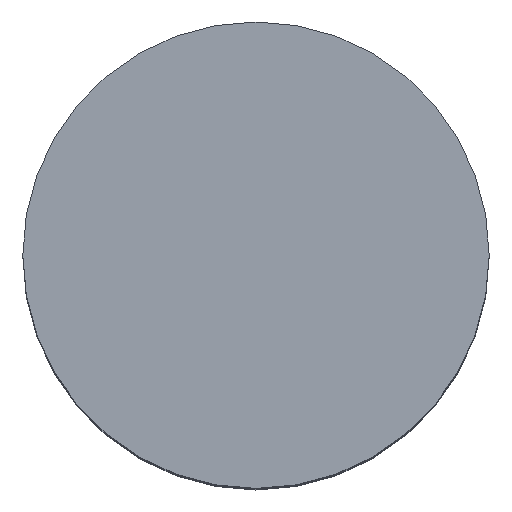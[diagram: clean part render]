
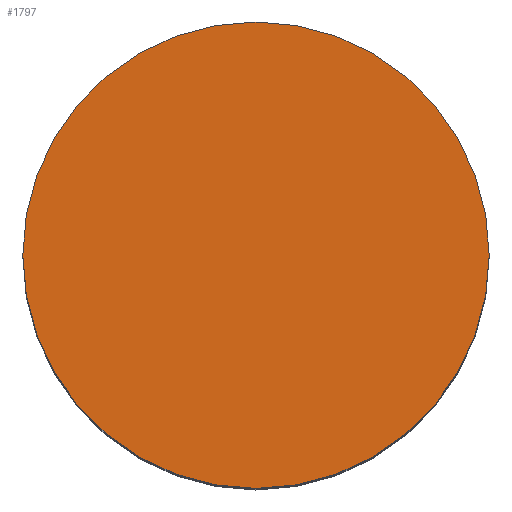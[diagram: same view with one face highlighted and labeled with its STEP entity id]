
A CAD part, top view. The second image highlights one B-rep face of the part: STEP entity #1797.
In plain terms, the highlighted planar face has unit normal (0, 0, 1).
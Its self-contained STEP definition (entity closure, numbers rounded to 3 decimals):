
#34 = VERTEX_POINT ( 'NONE', #396 ) ;
#83 = DIRECTION ( 'NONE',  ( 0., 0., 1. ) ) ;
#183 = DIRECTION ( 'NONE',  ( 1., 0., 0. ) ) ;
#396 = CARTESIAN_POINT ( 'NONE',  ( 28., 0., 105. ) ) ;
#430 = EDGE_CURVE ( 'NONE', #931, #34, #2209, .T. ) ;
#504 = ORIENTED_EDGE ( 'NONE', *, *, #1511, .T. ) ;
#608 = DIRECTION ( 'NONE',  ( 1., 0., 0. ) ) ;
#621 = EDGE_LOOP ( 'NONE', ( #998, #504 ) ) ;
#717 = CIRCLE ( 'NONE', #1720, 28. ) ;
#931 = VERTEX_POINT ( 'NONE', #1531 ) ;
#998 = ORIENTED_EDGE ( 'NONE', *, *, #430, .T. ) ;
#1353 = DIRECTION ( 'NONE',  ( 0., 0., 1. ) ) ;
#1511 = EDGE_CURVE ( 'NONE', #34, #931, #717, .T. ) ;
#1531 = CARTESIAN_POINT ( 'NONE',  ( -28., 0., 105. ) ) ;
#1720 = AXIS2_PLACEMENT_3D ( 'NONE', #2452, #83, #3252 ) ;
#1797 = ADVANCED_FACE ( 'NONE', ( #3021 ), #2549, .T. ) ;
#1999 = DIRECTION ( 'NONE',  ( 0., 0., 1. ) ) ;
#2140 = AXIS2_PLACEMENT_3D ( 'NONE', #2241, #1999, #183 ) ;
#2209 = CIRCLE ( 'NONE', #2375, 28. ) ;
#2241 = CARTESIAN_POINT ( 'NONE',  ( 0., 0., 105. ) ) ;
#2375 = AXIS2_PLACEMENT_3D ( 'NONE', #2931, #1353, #608 ) ;
#2452 = CARTESIAN_POINT ( 'NONE',  ( 0., 0., 105. ) ) ;
#2549 = PLANE ( 'NONE',  #2140 ) ;
#2931 = CARTESIAN_POINT ( 'NONE',  ( 0., 0., 105. ) ) ;
#3021 = FACE_OUTER_BOUND ( 'NONE', #621, .T. ) ;
#3252 = DIRECTION ( 'NONE',  ( 1., 0., 0. ) ) ;
